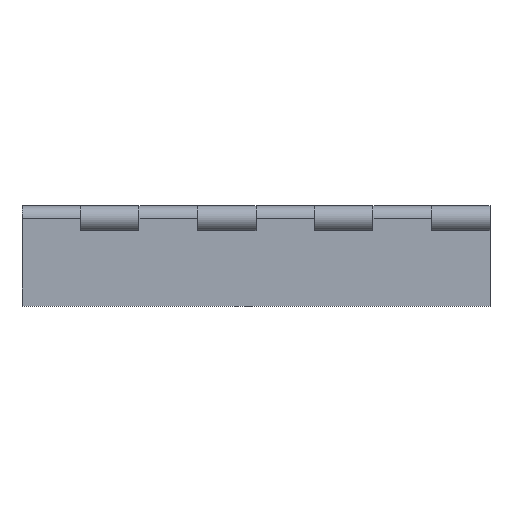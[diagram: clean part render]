
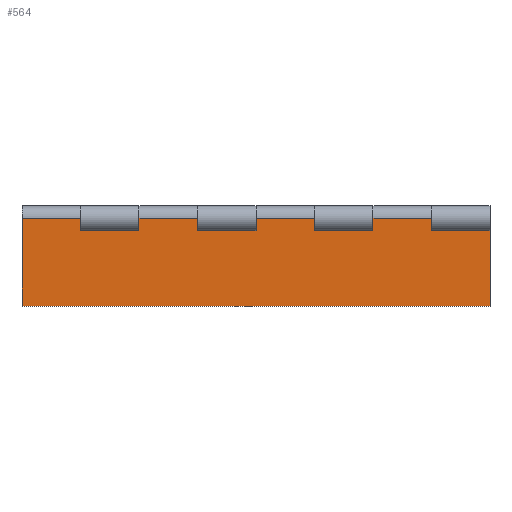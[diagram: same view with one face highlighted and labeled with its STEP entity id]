
A CAD part, top view. The second image highlights one B-rep face of the part: STEP entity #564.
In plain terms, the highlighted planar face has unit normal (0, 0, 1).
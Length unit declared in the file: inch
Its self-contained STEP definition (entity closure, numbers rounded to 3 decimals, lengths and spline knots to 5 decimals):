
#43=FACE_OUTER_BOUND('',#74,.T.);
#74=EDGE_LOOP('',(#390,#391,#392,#393,#394,#395,#396,#397,#398,#399,#400,
#401,#402,#403,#404,#405,#406,#407));
#123=LINE('',#854,#185);
#128=LINE('',#867,#190);
#129=LINE('',#871,#191);
#130=LINE('',#873,#192);
#131=LINE('',#875,#193);
#132=LINE('',#876,#194);
#133=LINE('',#878,#195);
#134=LINE('',#880,#196);
#135=LINE('',#882,#197);
#136=LINE('',#884,#198);
#137=LINE('',#886,#199);
#138=LINE('',#888,#200);
#139=LINE('',#890,#201);
#140=LINE('',#892,#202);
#141=LINE('',#894,#203);
#142=LINE('',#896,#204);
#143=LINE('',#898,#205);
#144=LINE('',#899,#206);
#185=VECTOR('',#682,1.5);
#190=VECTOR('',#693,8.);
#191=VECTOR('',#696,0.215);
#192=VECTOR('',#697,1.);
#193=VECTOR('',#698,0.215);
#194=VECTOR('',#699,1.);
#195=VECTOR('',#700,1.285);
#196=VECTOR('',#701,1.);
#197=VECTOR('',#702,0.215);
#198=VECTOR('',#703,1.);
#199=VECTOR('',#704,0.215);
#200=VECTOR('',#705,1.);
#201=VECTOR('',#706,0.215);
#202=VECTOR('',#707,1.);
#203=VECTOR('',#708,0.215);
#204=VECTOR('',#709,1.);
#205=VECTOR('',#710,0.215);
#206=VECTOR('',#711,1.);
#247=VERTEX_POINT('',#851);
#248=VERTEX_POINT('',#853);
#253=VERTEX_POINT('',#865);
#254=VERTEX_POINT('',#869);
#255=VERTEX_POINT('',#870);
#256=VERTEX_POINT('',#872);
#257=VERTEX_POINT('',#874);
#258=VERTEX_POINT('',#877);
#259=VERTEX_POINT('',#879);
#260=VERTEX_POINT('',#881);
#261=VERTEX_POINT('',#883);
#262=VERTEX_POINT('',#885);
#263=VERTEX_POINT('',#887);
#264=VERTEX_POINT('',#889);
#265=VERTEX_POINT('',#891);
#266=VERTEX_POINT('',#893);
#267=VERTEX_POINT('',#895);
#268=VERTEX_POINT('',#897);
#301=EDGE_CURVE('',#247,#248,#123,.T.);
#308=EDGE_CURVE('',#253,#247,#128,.T.);
#309=EDGE_CURVE('',#254,#255,#129,.T.);
#310=EDGE_CURVE('',#254,#256,#130,.T.);
#311=EDGE_CURVE('',#256,#257,#131,.T.);
#312=EDGE_CURVE('',#257,#248,#132,.T.);
#313=EDGE_CURVE('',#253,#258,#133,.T.);
#314=EDGE_CURVE('',#259,#258,#134,.T.);
#315=EDGE_CURVE('',#259,#260,#135,.T.);
#316=EDGE_CURVE('',#260,#261,#136,.T.);
#317=EDGE_CURVE('',#262,#261,#137,.T.);
#318=EDGE_CURVE('',#262,#263,#138,.T.);
#319=EDGE_CURVE('',#263,#264,#139,.T.);
#320=EDGE_CURVE('',#264,#265,#140,.T.);
#321=EDGE_CURVE('',#266,#265,#141,.T.);
#322=EDGE_CURVE('',#266,#267,#142,.T.);
#323=EDGE_CURVE('',#267,#268,#143,.T.);
#324=EDGE_CURVE('',#268,#255,#144,.T.);
#390=ORIENTED_EDGE('',*,*,#309,.F.);
#391=ORIENTED_EDGE('',*,*,#310,.T.);
#392=ORIENTED_EDGE('',*,*,#311,.T.);
#393=ORIENTED_EDGE('',*,*,#312,.T.);
#394=ORIENTED_EDGE('',*,*,#301,.F.);
#395=ORIENTED_EDGE('',*,*,#308,.F.);
#396=ORIENTED_EDGE('',*,*,#313,.T.);
#397=ORIENTED_EDGE('',*,*,#314,.F.);
#398=ORIENTED_EDGE('',*,*,#315,.T.);
#399=ORIENTED_EDGE('',*,*,#316,.T.);
#400=ORIENTED_EDGE('',*,*,#317,.F.);
#401=ORIENTED_EDGE('',*,*,#318,.T.);
#402=ORIENTED_EDGE('',*,*,#319,.T.);
#403=ORIENTED_EDGE('',*,*,#320,.T.);
#404=ORIENTED_EDGE('',*,*,#321,.F.);
#405=ORIENTED_EDGE('',*,*,#322,.T.);
#406=ORIENTED_EDGE('',*,*,#323,.T.);
#407=ORIENTED_EDGE('',*,*,#324,.T.);
#542=PLANE('',#626);
#564=ADVANCED_FACE('',(#43),#542,.T.);
#626=AXIS2_PLACEMENT_3D('',#868,#694,#695);
#682=DIRECTION('',(0.,1.,0.));
#693=DIRECTION('',(-1.,0.,0.));
#694=DIRECTION('center_axis',(0.,0.,1.));
#695=DIRECTION('ref_axis',(0.,-1.,0.));
#696=DIRECTION('',(0.,1.,0.));
#697=DIRECTION('',(-1.,0.,0.));
#698=DIRECTION('',(0.,1.,0.));
#699=DIRECTION('',(-1.,0.,0.));
#700=DIRECTION('',(0.,1.,0.));
#701=DIRECTION('',(1.,0.,0.));
#702=DIRECTION('',(0.,1.,0.));
#703=DIRECTION('',(-1.,0.,0.));
#704=DIRECTION('',(0.,1.,0.));
#705=DIRECTION('',(-1.,0.,0.));
#706=DIRECTION('',(0.,1.,0.));
#707=DIRECTION('',(-1.,0.,0.));
#708=DIRECTION('',(0.,1.,0.));
#709=DIRECTION('',(-1.,0.,0.));
#710=DIRECTION('',(0.,1.,0.));
#711=DIRECTION('',(-1.,0.,0.));
#851=CARTESIAN_POINT('',(-4.,-1.5,0.));
#853=CARTESIAN_POINT('',(-4.,0.,0.));
#854=CARTESIAN_POINT('',(-4.,-1.5,0.));
#865=CARTESIAN_POINT('',(4.,-1.5,0.));
#867=CARTESIAN_POINT('',(4.,-1.5,0.));
#868=CARTESIAN_POINT('Origin',(-4.,0.,0.));
#869=CARTESIAN_POINT('',(-2.,-0.215,0.));
#870=CARTESIAN_POINT('',(-2.,0.,0.));
#871=CARTESIAN_POINT('',(-2.,-0.215,0.));
#872=CARTESIAN_POINT('',(-3.,-0.215,0.));
#873=CARTESIAN_POINT('',(-2.,-0.215,0.));
#874=CARTESIAN_POINT('',(-3.,0.,0.));
#875=CARTESIAN_POINT('',(-3.,-0.215,0.));
#876=CARTESIAN_POINT('',(-3.,0.,0.));
#877=CARTESIAN_POINT('',(4.,-0.215,0.));
#878=CARTESIAN_POINT('',(4.,-1.5,0.));
#879=CARTESIAN_POINT('',(3.,-0.215,0.));
#880=CARTESIAN_POINT('',(3.,-0.215,0.));
#881=CARTESIAN_POINT('',(3.,0.,0.));
#882=CARTESIAN_POINT('',(3.,-0.215,0.));
#883=CARTESIAN_POINT('',(2.,0.,0.));
#884=CARTESIAN_POINT('',(3.,0.,0.));
#885=CARTESIAN_POINT('',(2.,-0.215,0.));
#886=CARTESIAN_POINT('',(2.,-0.215,0.));
#887=CARTESIAN_POINT('',(1.,-0.215,0.));
#888=CARTESIAN_POINT('',(2.,-0.215,0.));
#889=CARTESIAN_POINT('',(1.,0.,0.));
#890=CARTESIAN_POINT('',(1.,-0.215,0.));
#891=CARTESIAN_POINT('',(0.,0.,0.));
#892=CARTESIAN_POINT('',(1.,0.,0.));
#893=CARTESIAN_POINT('',(0.,-0.215,0.));
#894=CARTESIAN_POINT('',(0.,-0.215,0.));
#895=CARTESIAN_POINT('',(-1.,-0.215,0.));
#896=CARTESIAN_POINT('',(0.,-0.215,0.));
#897=CARTESIAN_POINT('',(-1.,0.,0.));
#898=CARTESIAN_POINT('',(-1.,-0.215,0.));
#899=CARTESIAN_POINT('',(-1.,0.,0.));
